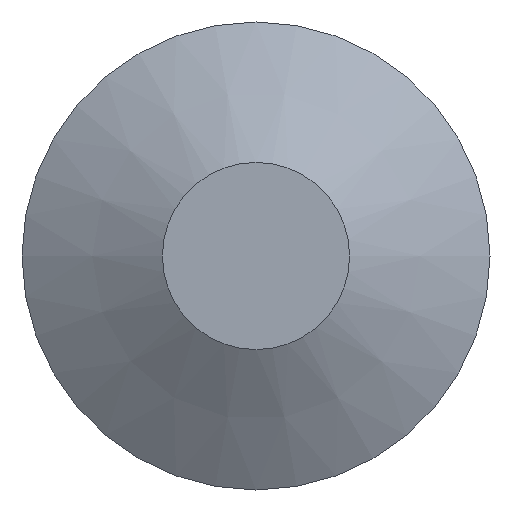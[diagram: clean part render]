
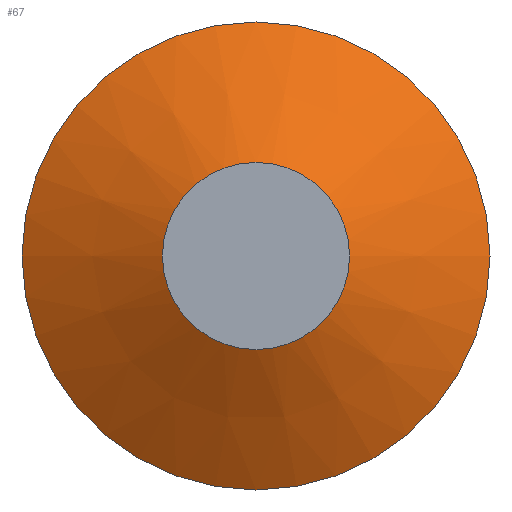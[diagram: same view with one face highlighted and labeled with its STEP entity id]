
A CAD part, front view. The second image highlights one B-rep face of the part: STEP entity #67.
In plain terms, the highlighted conical face has half-angle 60 degrees and reference radius 0.7 mm.
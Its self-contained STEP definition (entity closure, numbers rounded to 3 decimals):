
#15=CONICAL_SURFACE('',#94,0.7,1.047);
#17=LINE('',#133,#20);
#20=VECTOR('',#114,0.7);
#26=FACE_OUTER_BOUND('',#31,.T.);
#31=EDGE_LOOP('',(#54,#55,#56,#57));
#35=CIRCLE('',#93,1.);
#36=CIRCLE('',#95,0.4);
#39=VERTEX_POINT('',#127);
#40=VERTEX_POINT('',#131);
#43=EDGE_CURVE('',#39,#39,#35,.T.);
#45=EDGE_CURVE('',#40,#40,#36,.T.);
#46=EDGE_CURVE('',#40,#39,#17,.T.);
#54=ORIENTED_EDGE('',*,*,#45,.F.);
#55=ORIENTED_EDGE('',*,*,#46,.T.);
#56=ORIENTED_EDGE('',*,*,#43,.T.);
#57=ORIENTED_EDGE('',*,*,#46,.F.);
#67=ADVANCED_FACE('',(#26),#15,.T.);
#93=AXIS2_PLACEMENT_3D('',#128,#107,#108);
#94=AXIS2_PLACEMENT_3D('',#130,#110,#111);
#95=AXIS2_PLACEMENT_3D('',#132,#112,#113);
#107=DIRECTION('center_axis',(0.,-1.,0.));
#108=DIRECTION('ref_axis',(1.,0.,0.));
#110=DIRECTION('center_axis',(0.,1.,0.));
#111=DIRECTION('ref_axis',(1.,0.,0.));
#112=DIRECTION('center_axis',(0.,-1.,0.));
#113=DIRECTION('ref_axis',(1.,0.,0.));
#114=DIRECTION('',(-0.866,0.5,0.));
#127=CARTESIAN_POINT('',(-1.,1.946,0.));
#128=CARTESIAN_POINT('Origin',(0.,1.946,0.));
#130=CARTESIAN_POINT('Origin',(0.,1.773,0.));
#131=CARTESIAN_POINT('',(-0.4,1.6,0.));
#132=CARTESIAN_POINT('Origin',(0.,1.6,0.));
#133=CARTESIAN_POINT('',(-0.7,1.773,0.));
